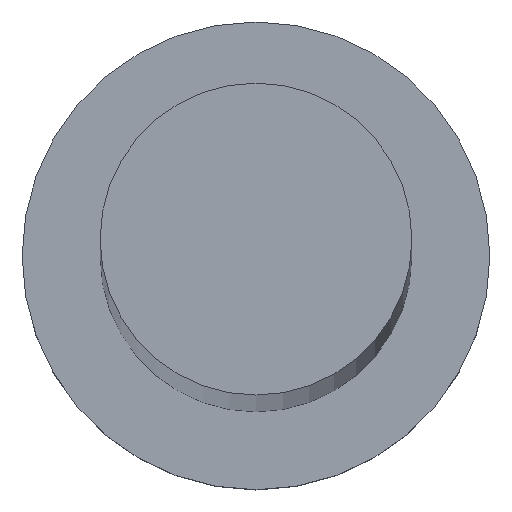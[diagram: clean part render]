
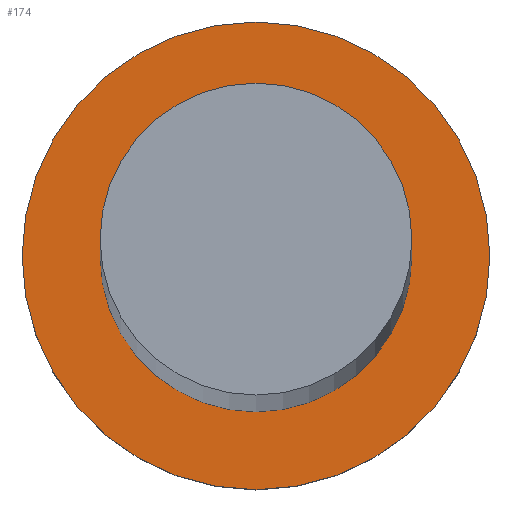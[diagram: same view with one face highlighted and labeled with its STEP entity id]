
A CAD part, top view. The second image highlights one B-rep face of the part: STEP entity #174.
In plain terms, the highlighted planar face has unit normal (0, 0, 1).
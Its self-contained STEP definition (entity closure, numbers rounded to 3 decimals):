
#15 = CIRCLE ( 'NONE', #186, 12. ) ;
#17 = CARTESIAN_POINT ( 'NONE',  ( -8., 0., 7. ) ) ;
#28 = EDGE_CURVE ( 'NONE', #80, #245, #248, .T. ) ;
#37 = CARTESIAN_POINT ( 'NONE',  ( 0., 0., 7. ) ) ;
#41 = EDGE_LOOP ( 'NONE', ( #134, #137 ) ) ;
#46 = DIRECTION ( 'NONE',  ( 1., 0., 0. ) ) ;
#47 = AXIS2_PLACEMENT_3D ( 'NONE', #37, #103, #114 ) ;
#51 = CARTESIAN_POINT ( 'NONE',  ( 0., 0., 7. ) ) ;
#70 = CARTESIAN_POINT ( 'NONE',  ( 12., 0., 7. ) ) ;
#74 = AXIS2_PLACEMENT_3D ( 'NONE', #226, #117, #220 ) ;
#78 = CIRCLE ( 'NONE', #47, 8. ) ;
#80 = VERTEX_POINT ( 'NONE', #214 ) ;
#91 = EDGE_CURVE ( 'NONE', #112, #179, #197, .T. ) ;
#96 = EDGE_LOOP ( 'NONE', ( #162, #234 ) ) ;
#99 = DIRECTION ( 'NONE',  ( 0., 0., 1. ) ) ;
#102 = FACE_BOUND ( 'NONE', #96, .T. ) ;
#103 = DIRECTION ( 'NONE',  ( 0., 0., 1. ) ) ;
#108 = DIRECTION ( 'NONE',  ( 0., 0., 1. ) ) ;
#112 = VERTEX_POINT ( 'NONE', #246 ) ;
#114 = DIRECTION ( 'NONE',  ( 1., 0., 0. ) ) ;
#117 = DIRECTION ( 'NONE',  ( 0., 0., 1. ) ) ;
#119 = CARTESIAN_POINT ( 'NONE',  ( 0., 0., 7. ) ) ;
#120 = EDGE_CURVE ( 'NONE', #179, #112, #78, .T. ) ;
#127 = AXIS2_PLACEMENT_3D ( 'NONE', #191, #169, #242 ) ;
#134 = ORIENTED_EDGE ( 'NONE', *, *, #28, .T. ) ;
#137 = ORIENTED_EDGE ( 'NONE', *, *, #237, .T. ) ;
#138 = PLANE ( 'NONE',  #74 ) ;
#147 = AXIS2_PLACEMENT_3D ( 'NONE', #119, #99, #165 ) ;
#162 = ORIENTED_EDGE ( 'NONE', *, *, #120, .F. ) ;
#165 = DIRECTION ( 'NONE',  ( 1., 0., 0. ) ) ;
#169 = DIRECTION ( 'NONE',  ( 0., 0., 1. ) ) ;
#174 = ADVANCED_FACE ( 'NONE', ( #102, #192 ), #138, .T. ) ;
#179 = VERTEX_POINT ( 'NONE', #17 ) ;
#186 = AXIS2_PLACEMENT_3D ( 'NONE', #51, #108, #46 ) ;
#191 = CARTESIAN_POINT ( 'NONE',  ( 0., 0., 7. ) ) ;
#192 = FACE_OUTER_BOUND ( 'NONE', #41, .T. ) ;
#197 = CIRCLE ( 'NONE', #127, 8. ) ;
#214 = CARTESIAN_POINT ( 'NONE',  ( -12., 0., 7. ) ) ;
#220 = DIRECTION ( 'NONE',  ( 1., 0., 0. ) ) ;
#226 = CARTESIAN_POINT ( 'NONE',  ( 0., 0., 7. ) ) ;
#234 = ORIENTED_EDGE ( 'NONE', *, *, #91, .F. ) ;
#237 = EDGE_CURVE ( 'NONE', #245, #80, #15, .T. ) ;
#242 = DIRECTION ( 'NONE',  ( 1., 0., 0. ) ) ;
#245 = VERTEX_POINT ( 'NONE', #70 ) ;
#246 = CARTESIAN_POINT ( 'NONE',  ( 8., 0., 7. ) ) ;
#248 = CIRCLE ( 'NONE', #147, 12. ) ;
